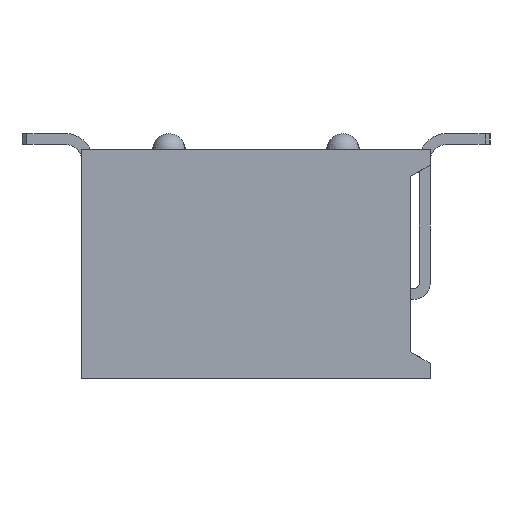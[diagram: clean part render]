
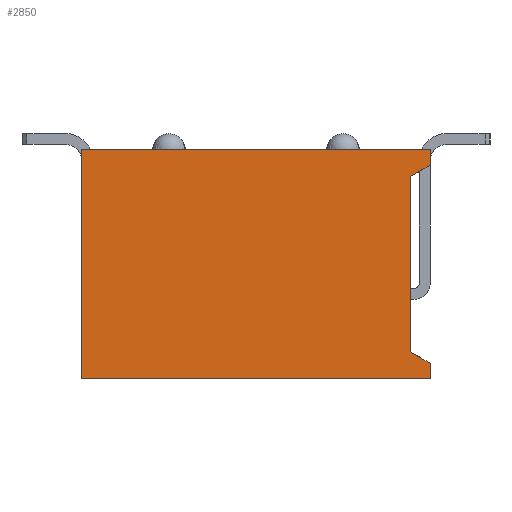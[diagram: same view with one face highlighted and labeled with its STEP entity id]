
A CAD part, left-side view. The second image highlights one B-rep face of the part: STEP entity #2850.
In plain terms, the highlighted planar face has unit normal (-1, 0, 0).
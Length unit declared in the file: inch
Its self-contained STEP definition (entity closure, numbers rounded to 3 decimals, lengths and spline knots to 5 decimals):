
#2850 = ADVANCED_FACE( '', ( #6056 ), #6057, .F. );
#6056 = FACE_OUTER_BOUND( '', #9586, .T. );
#6057 = PLANE( '', #9587 );
#9586 = EDGE_LOOP( '', ( #18715, #18716, #18717, #18718, #18719, #18720, #18721, #18722 ) );
#9587 = AXIS2_PLACEMENT_3D( '', #18723, #18724, #18725 );
#18715 = ORIENTED_EDGE( '', *, *, #22139, .F. );
#18716 = ORIENTED_EDGE( '', *, *, #25875, .T. );
#18717 = ORIENTED_EDGE( '', *, *, #25876, .F. );
#18718 = ORIENTED_EDGE( '', *, *, #25550, .F. );
#18719 = ORIENTED_EDGE( '', *, *, #25877, .T. );
#18720 = ORIENTED_EDGE( '', *, *, #22490, .T. );
#18721 = ORIENTED_EDGE( '', *, *, #23473, .F. );
#18722 = ORIENTED_EDGE( '', *, *, #24631, .F. );
#18723 = CARTESIAN_POINT( '', ( -1., 0.32, -0.105 ) );
#18724 = DIRECTION( '', ( 1., 0., 0. ) );
#18725 = DIRECTION( '', ( 0., 0., -1. ) );
#22139 = EDGE_CURVE( '', #26875, #26871, #26877, .T. );
#22490 = EDGE_CURVE( '', #27498, #27496, #27499, .T. );
#23473 = EDGE_CURVE( '', #29182, #27496, #29184, .T. );
#24631 = EDGE_CURVE( '', #26871, #29182, #31040, .T. );
#25550 = EDGE_CURVE( '', #32280, #32282, #32283, .T. );
#25875 = EDGE_CURVE( '', #26875, #32664, #32665, .T. );
#25876 = EDGE_CURVE( '', #32282, #32664, #32666, .T. );
#25877 = EDGE_CURVE( '', #32280, #27498, #32667, .T. );
#26871 = VERTEX_POINT( '', #33873 );
#26875 = VERTEX_POINT( '', #33879 );
#26877 = LINE( '', #33882, #33883 );
#27496 = VERTEX_POINT( '', #34754 );
#27498 = VERTEX_POINT( '', #34757 );
#27499 = LINE( '', #34758, #34759 );
#29182 = VERTEX_POINT( '', #37158 );
#29184 = LINE( '', #37161, #37162 );
#31040 = LINE( '', #39916, #39917 );
#32280 = VERTEX_POINT( '', #41777 );
#32282 = VERTEX_POINT( '', #41780 );
#32283 = LINE( '', #41781, #41782 );
#32664 = VERTEX_POINT( '', #42332 );
#32665 = LINE( '', #42333, #42334 );
#32666 = LINE( '', #42335, #42336 );
#32667 = LINE( '', #42337, #42338 );
#33873 = CARTESIAN_POINT( '', ( -1., 0.018, 0.08061 ) );
#33879 = CARTESIAN_POINT( '', ( -1., 0., 0.091 ) );
#33882 = CARTESIAN_POINT( '', ( -1., 0.32487, -0.09656 ) );
#33883 = VECTOR( '', #43406, 39.37008 );
#34754 = CARTESIAN_POINT( '', ( -1., 0., -0.091 ) );
#34757 = CARTESIAN_POINT( '', ( -1., 0., -0.105 ) );
#34758 = CARTESIAN_POINT( '', ( -1., 0., -0.105 ) );
#34759 = VECTOR( '', #43756, 39.37008 );
#37158 = CARTESIAN_POINT( '', ( -1., 0.018, -0.08061 ) );
#37161 = CARTESIAN_POINT( '', ( -1., 0.23394, 0.04406 ) );
#37162 = VECTOR( '', #44750, 39.37008 );
#39916 = CARTESIAN_POINT( '', ( -1., 0.018, -0.105 ) );
#39917 = VECTOR( '', #45865, 39.37008 );
#41777 = CARTESIAN_POINT( '', ( -1., 0.32, -0.105 ) );
#41780 = CARTESIAN_POINT( '', ( -1., 0.32, 0.105 ) );
#41781 = CARTESIAN_POINT( '', ( -1., 0.32, -0.105 ) );
#41782 = VECTOR( '', #46700, 39.37008 );
#42332 = CARTESIAN_POINT( '', ( -1., 0., 0.105 ) );
#42333 = CARTESIAN_POINT( '', ( -1., 0., -0.105 ) );
#42334 = VECTOR( '', #46936, 39.37008 );
#42335 = CARTESIAN_POINT( '', ( -1., 0.32, 0.105 ) );
#42336 = VECTOR( '', #46937, 39.37008 );
#42337 = CARTESIAN_POINT( '', ( -1., 0.32, -0.105 ) );
#42338 = VECTOR( '', #46938, 39.37008 );
#43406 = DIRECTION( '', ( 0., 0.866, -0.5 ) );
#43756 = DIRECTION( '', ( 0., 0., 1. ) );
#44750 = DIRECTION( '', ( 0., -0.866, -0.5 ) );
#45865 = DIRECTION( '', ( 0., 0., -1. ) );
#46700 = DIRECTION( '', ( 0., 0., 1. ) );
#46936 = DIRECTION( '', ( 0., 0., 1. ) );
#46937 = DIRECTION( '', ( 0., -1., 0. ) );
#46938 = DIRECTION( '', ( 0., -1., 0. ) );
